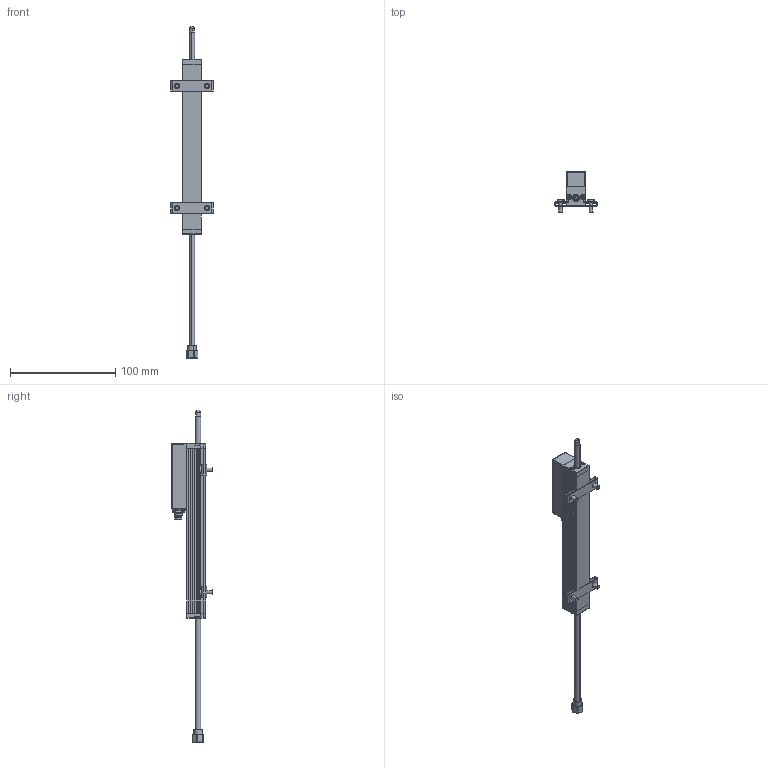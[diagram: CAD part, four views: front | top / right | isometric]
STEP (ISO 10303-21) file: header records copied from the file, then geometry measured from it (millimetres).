
FILE_DESCRIPTION (( 'STEP AP214' ), '1' );
FILE_NAME ('TE1-0100-102-411-101_eingefahren.STEP', '2014-02-19T07:29:08', ( 'dummy' ), ( 'Hewlett-Packard Company' ), 'SwSTEP 2.0', 'SolidWorks 2013', '' );
FILE_SCHEMA (( 'AUTOMOTIVE_DESIGN' ));
Length unit declared in the file: millimetre
Products named in the file (1): TE1-0100-102-411-101_eingefahren
Bounding box: 40.19 x 38.85 x 315.2 mm (x, y, z)
Surface area: 27655.4 mm2 (no closed solid volume)
Topology: 0 solids, 31 shells, 513 faces, 1658 edges, 1116 vertices
Faces by surface type: plane 226, cylinder 199, cone 50, torus 22, sphere 12, bspline 4
Entity records: 24019 total; most frequent: CARTESIAN_POINT 3911, DIRECTION 3262, ORIENTED_EDGE 2527, EDGE_CURVE 1652, AXIS2_PLACEMENT_3D 1177, VERTEX_POINT 1116, VECTOR 908, LINE 908
